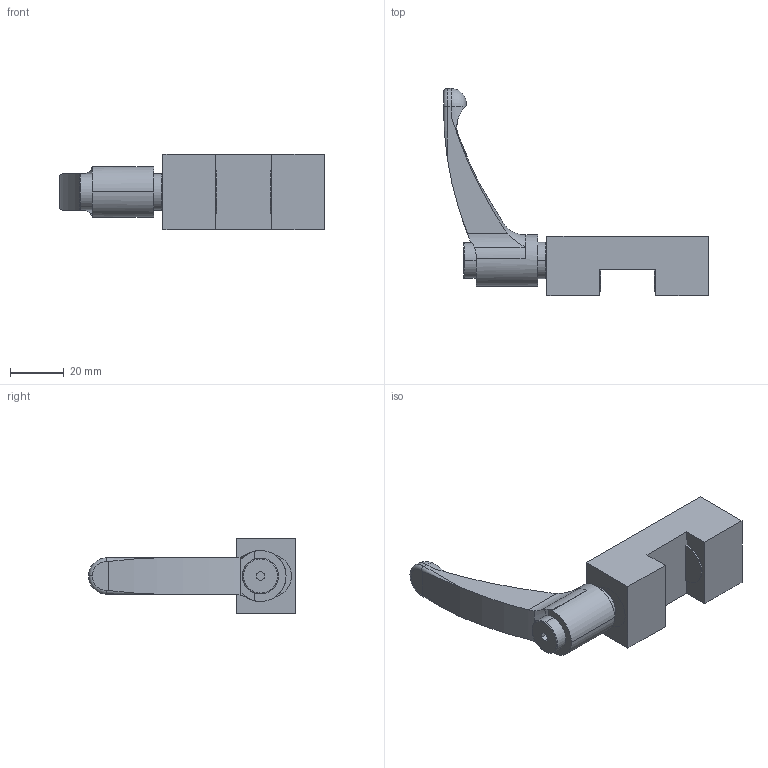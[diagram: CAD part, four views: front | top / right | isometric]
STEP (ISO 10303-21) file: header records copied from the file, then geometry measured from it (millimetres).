
FILE_DESCRIPTION (( 'STEP AP203' ), '1' );
FILE_NAME ('忒雄絳寢坶-20.STEP', '2017-09-10T00:40:51', ( 'Users' ), ( 'Microsoft' ), 'SwSTEP 2.0', 'SolidWorks 2010', '' );
FILE_SCHEMA (( 'CONFIG_CONTROL_DESIGN' ));
Length unit declared in the file: millimetre
Products named in the file (1): 忒雄絳寢坶-20
Bounding box: 98.6 x 77 x 28 mm (x, y, z)
Surface area: 14453 mm2 (no closed solid volume)
Topology: 0 solids, 4 shells, 79 faces, 228 edges, 154 vertices
Faces by surface type: cylinder 37, plane 30, torus 8, cone 2, bspline 2
Entity records: 3005 total; most frequent: CARTESIAN_POINT 867, DIRECTION 426, ORIENTED_EDGE 419, EDGE_CURVE 228, AXIS2_PLACEMENT_3D 163, VERTEX_POINT 154, VECTOR 100, LINE 100
